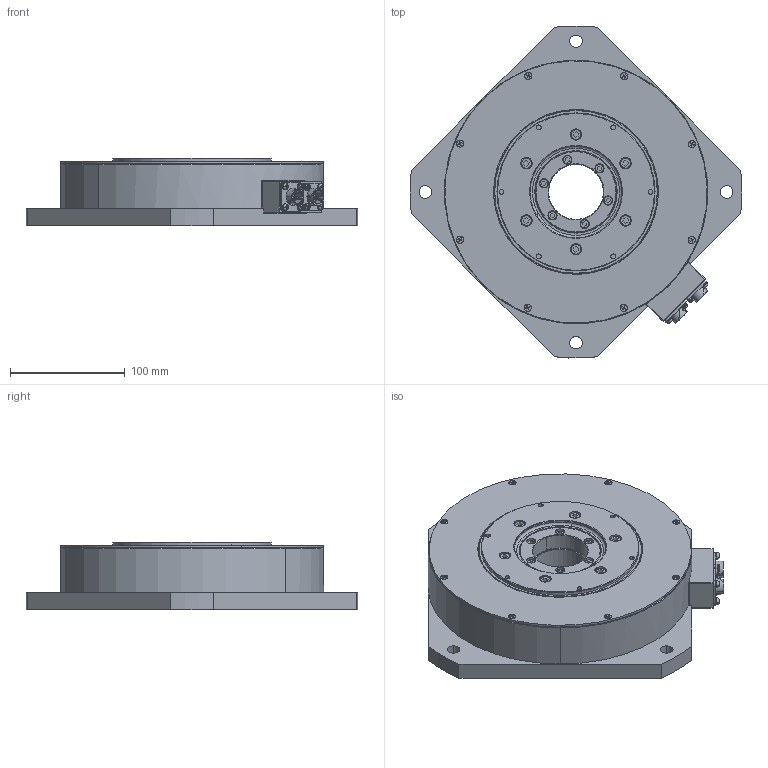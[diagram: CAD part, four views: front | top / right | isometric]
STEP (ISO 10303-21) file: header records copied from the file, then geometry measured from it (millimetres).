
FILE_DESCRIPTION (( 'STEP AP203' ), '1' );
FILE_NAME ('F_DD230_Total Ass''y_Part_Cut.STEP', '2023-02-14T08:03:11', ( '' ), ( '' ), 'SwSTEP 2.0', 'SolidWorks 2021', '' );
FILE_SCHEMA (( 'CONFIG_CONTROL_DESIGN' ));
Length unit declared in the file: millimetre
Products named in the file (1): F_DD230_Total Ass''y_Part_Cut
Bounding box: 289.73 x 289.73 x 59 mm (x, y, z)
Volume: 729369.8 mm3; surface area: 321665.7 mm2
Topology: 52 solids, 52 shells, 1494 faces, 3722 edges, 2362 vertices
Faces by surface type: plane 652, cylinder 618, cone 120, sphere 48, bspline 28, torus 28
Entity records: 49648 total; most frequent: CARTESIAN_POINT 13481, DIRECTION 7725, ORIENTED_EDGE 7296, EDGE_CURVE 3648, AXIS2_PLACEMENT_3D 2890, VERTEX_POINT 2358, VECTOR 1945, LINE 1945
